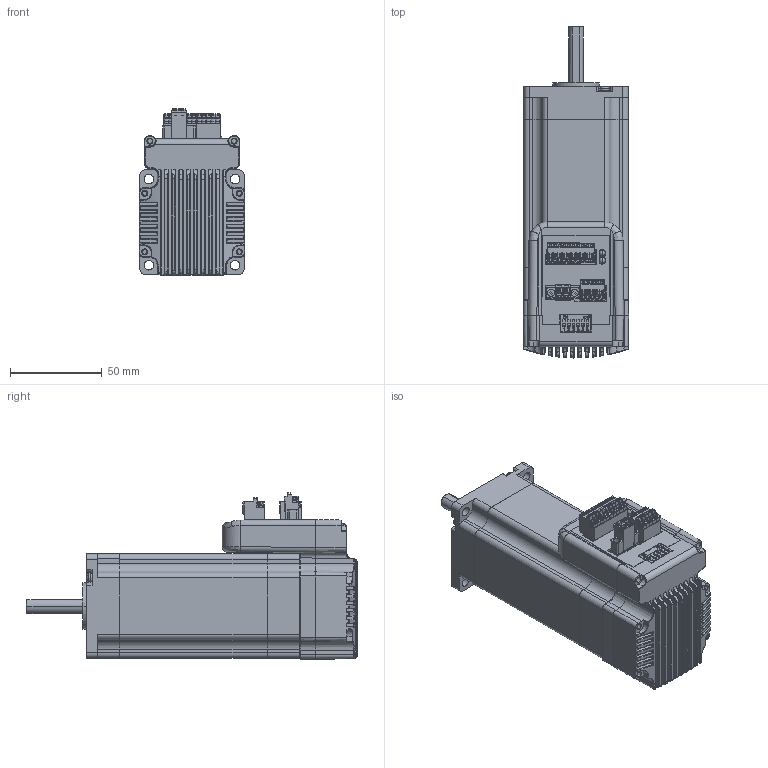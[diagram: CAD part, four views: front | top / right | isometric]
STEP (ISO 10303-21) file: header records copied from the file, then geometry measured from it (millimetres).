
FILE_DESCRIPTION (( 'STEP AP203' ), '1' );
FILE_NAME ('iHSV57-30-18-36-01-BY.STEP', '2020-09-19T01:55:37', ( 'USER-' ), ( 'MS' ), 'SwSTEP 2.0', 'SolidWorks 2018', '' );
FILE_SCHEMA (( 'CONFIG_CONTROL_DESIGN' ));
Length unit declared in the file: millimetre
Products named in the file (32): 葩璃 (5) ^__iHSV57-30-18-36-01-BY(2)_iHSV57-30-18-36-01-BY; 15EDGKDM-3^_iHSV57-30-18-36-01-BY(2)_iHSV57-30-18-36-01-BY; 葩璃 (4) ^_iHSV57-30-18-36-01-BY(2)_iHSV57-30-18-36-01-BY; 葩璃 (11) ^__iHSV57-30-18-36-01-BY(2)_iHSV57-30-18-36-01-BY; 葩璃 (6) ^__iHSV57-30-18-36-01-BY(2)_iHSV57-30-18-36-01-BY; 葩璃 (10) ^_iHSV57-30-18-36-01-BY(2)_iHSV57-30-18-36-01-BY; 葩璃 (5) ^_iHSV57-30-18-36-01-BY(2)_iHSV57-30-18-36-01-BY; ^_iHSV57-30-18-36-01-BY(2)_iHSV57-30-18-36-01-BY; 葩璃 (11) ^_iHSV57-30-18-36-01-BY(2)_iHSV57-30-18-36-01-BY; 葩璃 (6) ^_iHSV57-30-18-36-01-BY(2)_iHSV57-30-18-36-01-BY; ^iHSV57-30-18-36-01-BY(2)_iHSV57-30-18-36-01-BY; 葩璃 (7) ^_iHSV57-30-18-36-01-BY(2)_iHSV57-30-18-36-01-BY; 葩璃 (2) ^_iHSV57-30-18-36-01-BY(2)_iHSV57-30-18-36-01-BY; iHSV57-30-18-36-01-BY(2)^iHSV57-30-18-36-01-BY; ^__iHSV57-30-18-36-01-BY(2)_iHSV57-30-18-36-01-BY; 葩璃 (8) ^_iHSV57-30-18-36-01-BY(2)_iHSV57-30-18-36-01-BY; 2way 3^_iHSV57-30-18-36-01-BY(2)_iHSV57-30-18-36-01-BY; 葩璃 (7) ^__iHSV57-30-18-36-01-BY(2)_iHSV57-30-18-36-01-BY; iHSV57-30-18-36-01-BY; 葩璃 (2) ^__iHSV57-30-18-36-01-BY(2)_iHSV57-30-18-36-01-BY; 葩璃 (9) ^_iHSV57-30-18-36-01-BY(2)_iHSV57-30-18-36-01-BY; 2^_iHSV57-30-18-36-01-BY(2)_iHSV57-30-18-36-01-BY; 葩璃 (8) ^__iHSV57-30-18-36-01-BY(2)_iHSV57-30-18-36-01-BY; 葩璃 (3) ^__iHSV57-30-18-36-01-BY(2)_iHSV57-30-18-36-01-BY; 57JS15EDGKD-2^_iHSV57-30-18-36-01-BY(2)_iHSV57-30-18-36-01-BY; 葩璃 (2) 2^_iHSV57-30-18-36-01-BY(2)_iHSV57-30-18-36-01-BY; 葩璃 (9) ^__iHSV57-30-18-36-01-BY(2)_iHSV57-30-18-36-01-BY; 葩璃 (4) ^__iHSV57-30-18-36-01-BY(2)_iHSV57-30-18-36-01-BY; 15EDGKD-2^_iHSV57-30-18-36-01-BY(2)_iHSV57-30-18-36-01-BY; 葩璃 (3) ^_iHSV57-30-18-36-01-BY(2)_iHSV57-30-18-36-01-BY; 葩璃 (10) ^__iHSV57-30-18-36-01-BY(2)_iHSV57-30-18-36-01-BY
Assembly tree (35 placements, depth 5):
  iHSV57-30-18-36-01-BY
    iHSV57-30-18-36-01-BY(2)^iHSV57-30-18-36-01-BY
      ^iHSV57-30-18-36-01-BY(2)_iHSV57-30-18-36-01-BY
        ^_iHSV57-30-18-36-01-BY(2)_iHSV57-30-18-36-01-BY
          ^__iHSV57-30-18-36-01-BY(2)_iHSV57-30-18-36-01-BY  x2
          葩璃 (2) ^__iHSV57-30-18-36-01-BY(2)_iHSV57-30-18-36-01-BY
          葩璃 (3) ^__iHSV57-30-18-36-01-BY(2)_iHSV57-30-18-36-01-BY
          葩璃 (4) ^__iHSV57-30-18-36-01-BY(2)_iHSV57-30-18-36-01-BY
          葩璃 (5) ^__iHSV57-30-18-36-01-BY(2)_iHSV57-30-18-36-01-BY
          葩璃 (6) ^__iHSV57-30-18-36-01-BY(2)_iHSV57-30-18-36-01-BY
          葩璃 (7) ^__iHSV57-30-18-36-01-BY(2)_iHSV57-30-18-36-01-BY
          葩璃 (8) ^__iHSV57-30-18-36-01-BY(2)_iHSV57-30-18-36-01-BY
          葩璃 (9) ^__iHSV57-30-18-36-01-BY(2)_iHSV57-30-18-36-01-BY
          葩璃 (10) ^__iHSV57-30-18-36-01-BY(2)_iHSV57-30-18-36-01-BY
          葩璃 (11) ^__iHSV57-30-18-36-01-BY(2)_iHSV57-30-18-36-01-BY
        ^_iHSV57-30-18-36-01-BY(2)_iHSV57-30-18-36-01-BY
        葩璃 (2) ^_iHSV57-30-18-36-01-BY(2)_iHSV57-30-18-36-01-BY
        2way 3^_iHSV57-30-18-36-01-BY(2)_iHSV57-30-18-36-01-BY
        2^_iHSV57-30-18-36-01-BY(2)_iHSV57-30-18-36-01-BY
        葩璃 (2) 2^_iHSV57-30-18-36-01-BY(2)_iHSV57-30-18-36-01-BY
        葩璃 (3) ^_iHSV57-30-18-36-01-BY(2)_iHSV57-30-18-36-01-BY
        葩璃 (4) ^_iHSV57-30-18-36-01-BY(2)_iHSV57-30-18-36-01-BY
        葩璃 (5) ^_iHSV57-30-18-36-01-BY(2)_iHSV57-30-18-36-01-BY  x4
        葩璃 (6) ^_iHSV57-30-18-36-01-BY(2)_iHSV57-30-18-36-01-BY
        葩璃 (7) ^_iHSV57-30-18-36-01-BY(2)_iHSV57-30-18-36-01-BY
        葩璃 (8) ^_iHSV57-30-18-36-01-BY(2)_iHSV57-30-18-36-01-BY
        葩璃 (9) ^_iHSV57-30-18-36-01-BY(2)_iHSV57-30-18-36-01-BY
        57JS15EDGKD-2^_iHSV57-30-18-36-01-BY(2)_iHSV57-30-18-36-01-BY
        15EDGKD-2^_iHSV57-30-18-36-01-BY(2)_iHSV57-30-18-36-01-BY
        15EDGKDM-3^_iHSV57-30-18-36-01-BY(2)_iHSV57-30-18-36-01-BY
        葩璃 (10) ^_iHSV57-30-18-36-01-BY(2)_iHSV57-30-18-36-01-BY
        葩璃 (11) ^_iHSV57-30-18-36-01-BY(2)_iHSV57-30-18-36-01-BY
Bounding box: 57.4 x 181 x 90.9 mm (x, y, z)
Volume: 400283.8 mm3; surface area: 112297.2 mm2
Topology: 37 solids, 44 shells, 4345 faces, 11425 edges, 7424 vertices
Faces by surface type: plane 2775, cylinder 1178, bspline 192, cone 134, sphere 34, torus 32
Entity records: 148208 total; most frequent: CARTESIAN_POINT 41037, ORIENTED_EDGE 22288, DIRECTION 20347, EDGE_CURVE 11154, LINE 7563, VECTOR 7563, VERTEX_POINT 7254, AXIS2_PLACEMENT_3D 6392
